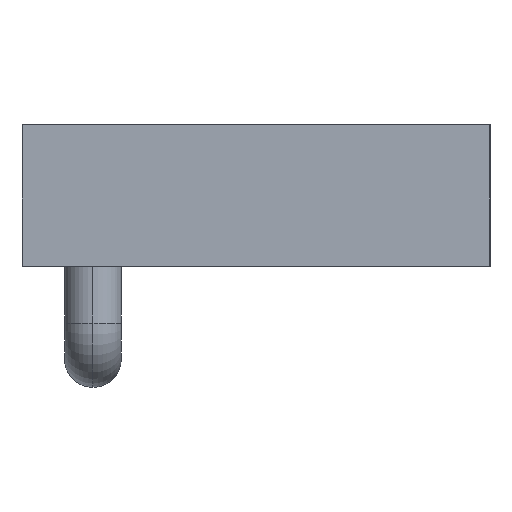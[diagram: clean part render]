
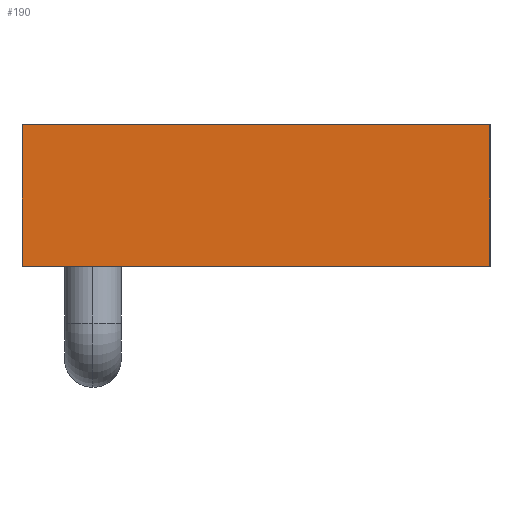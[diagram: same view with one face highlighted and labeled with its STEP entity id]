
A CAD part, left-side view. The second image highlights one B-rep face of the part: STEP entity #190.
In plain terms, the highlighted planar face has unit normal (-1, 0, 0).
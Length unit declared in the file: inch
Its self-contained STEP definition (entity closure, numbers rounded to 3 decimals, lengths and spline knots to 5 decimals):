
#190=ADVANCED_FACE('',(#391),#392,.F.);
#391=FACE_OUTER_BOUND('',#609,.T.);
#392=PLANE('',#610);
#609=EDGE_LOOP('',(#1038,#1039,#1040,#1041));
#610=AXIS2_PLACEMENT_3D('',#1042,#1043,#1044);
#1038=ORIENTED_EDGE('',*,*,#1423,.T.);
#1039=ORIENTED_EDGE('',*,*,#1424,.F.);
#1040=ORIENTED_EDGE('',*,*,#1425,.F.);
#1041=ORIENTED_EDGE('',*,*,#1418,.T.);
#1042=CARTESIAN_POINT('',(0.,0.,0.3937));
#1043=DIRECTION('',(1.0,0.,0.));
#1044=DIRECTION('',(0.,1.0,0.));
#1418=EDGE_CURVE('',#1729,#1727,#1730,.T.);
#1423=EDGE_CURVE('',#1727,#1735,#1736,.T.);
#1424=EDGE_CURVE('',#1737,#1735,#1738,.T.);
#1425=EDGE_CURVE('',#1729,#1737,#1739,.T.);
#1727=VERTEX_POINT('',#2121);
#1729=VERTEX_POINT('',#2124);
#1730=LINE('',#2125,#2126);
#1735=VERTEX_POINT('',#2132);
#1736=LINE('',#2133,#2134);
#1737=VERTEX_POINT('',#2135);
#1738=LINE('',#2136,#2137);
#1739=LINE('',#2138,#2139);
#2121=CARTESIAN_POINT('',(0.,1.29921,0.));
#2124=CARTESIAN_POINT('',(0.,1.29921,0.3937));
#2125=CARTESIAN_POINT('',(0.,1.29921,0.3937));
#2126=VECTOR('',#2429,39.37008);
#2132=CARTESIAN_POINT('',(0.,0.,0.));
#2133=CARTESIAN_POINT('',(0.,0.,0.));
#2134=VECTOR('',#2437,39.37008);
#2135=CARTESIAN_POINT('',(0.,0.,0.3937));
#2136=CARTESIAN_POINT('',(0.,0.,0.3937));
#2137=VECTOR('',#2438,39.37008);
#2138=CARTESIAN_POINT('',(0.,0.,0.3937));
#2139=VECTOR('',#2439,39.37008);
#2429=DIRECTION('',(0.,-0.0,-1.0));
#2437=DIRECTION('',(0.,-1.0,0.));
#2438=DIRECTION('',(0.,-0.0,-1.0));
#2439=DIRECTION('',(0.,-1.0,0.));
